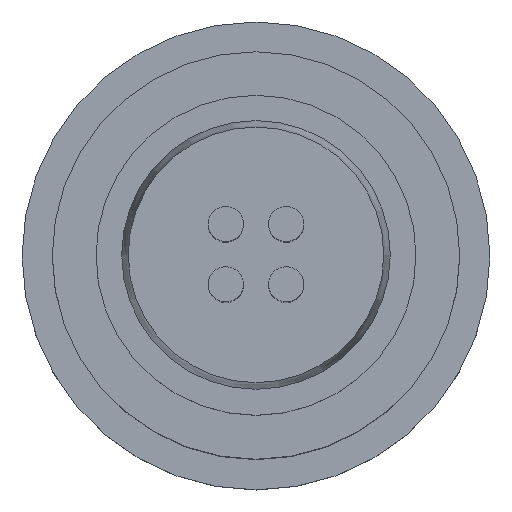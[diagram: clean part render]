
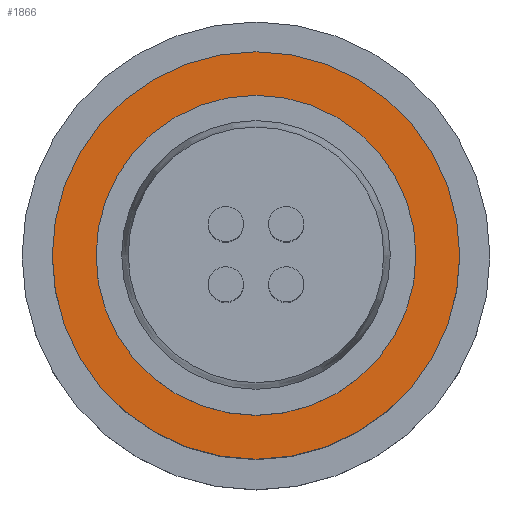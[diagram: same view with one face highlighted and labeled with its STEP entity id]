
A CAD part, top view. The second image highlights one B-rep face of the part: STEP entity #1866.
In plain terms, the highlighted planar face has unit normal (0, 0, 1).
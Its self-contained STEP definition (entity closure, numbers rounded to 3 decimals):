
#54=CIRCLE($,#1970,15.85);
#55=CIRCLE($,#1972,20.25);
#94=FACE_BOUND($,#428,.T.);
#95=FACE_BOUND($,#429,.T.);
#428=EDGE_LOOP($,(#1603));
#429=EDGE_LOOP($,(#1604));
#893=VERTEX_POINT($,#3247);
#894=VERTEX_POINT($,#3250);
#1132=EDGE_CURVE($,#893,#893,#54,.T.);
#1133=EDGE_CURVE($,#894,#894,#55,.T.);
#1603=ORIENTED_EDGE($,*,*,#1132,.T.);
#1604=ORIENTED_EDGE($,*,*,#1133,.F.);
#1672=PLANE($,#1974);
#1866=ADVANCED_FACE($,(#94,#95),#1672,.F.);
#1970=AXIS2_PLACEMENT_3D($,#3248,#2320,#2321);
#1972=AXIS2_PLACEMENT_3D($,#3251,#2324,#2325);
#1974=AXIS2_PLACEMENT_3D($,#3254,#2328,#2329);
#2320=DIRECTION('center_axis',(0.,0.,-1.));
#2321=DIRECTION('ref_axis',(-1.,0.,0.));
#2324=DIRECTION('center_axis',(0.,0.,-1.));
#2325=DIRECTION('ref_axis',(-1.,0.,0.));
#2328=DIRECTION('center_axis',(0.,0.,-1.));
#2329=DIRECTION('ref_axis',(-1.,0.,0.));
#3247=CARTESIAN_POINT('',(15.85,0.,44.7));
#3248=CARTESIAN_POINT('Origin',(0.,0.,44.7));
#3250=CARTESIAN_POINT('',(20.25,0.,44.7));
#3251=CARTESIAN_POINT('Origin',(0.,0.,44.7));
#3254=CARTESIAN_POINT('Origin',(0.,0.,44.7));
